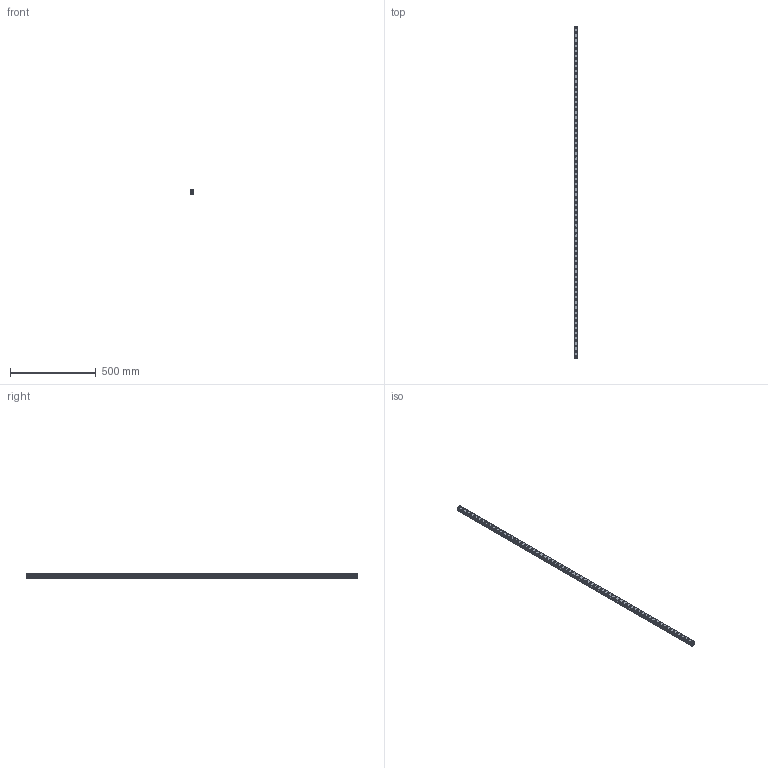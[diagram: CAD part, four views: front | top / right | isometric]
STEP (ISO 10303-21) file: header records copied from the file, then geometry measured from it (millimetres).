
FILE_DESCRIPTION(('STEP AP214'),'1');
FILE_NAME('cctmp_F530A61C-0F6F-4254-8E72-83D7CFFDFBCD_2021_03_10_11_53_57_0938..stp','2021-03-10T10:53:58',('HIWIN GmbH'),('CADClick - www.CADClick.com'),'Spatial InterOp 3D',' ','unknown authorization');
FILE_SCHEMA(('AUTOMOTIVE_DESIGN'));
Length unit declared in the file: millimetre
Products named in the file (1): RGR25R1940H_FILE
Bounding box: 23 x 1940 x 23.6 mm (x, y, z)
Volume: 777531.3 mm3; surface area: 241290.4 mm2
Topology: 1 solids, 1 shells, 702 faces, 1503 edges, 1002 vertices
Faces by surface type: cylinder 408, plane 294
Entity records: 25003 total; most frequent: DIRECTION 3725, CARTESIAN_POINT 3208, ORIENTED_EDGE 3006, AXIS2_PLACEMENT_3D 1519, EDGE_CURVE 1503, VERTEX_POINT 1002, EDGE_LOOP 901, CIRCLE 816
